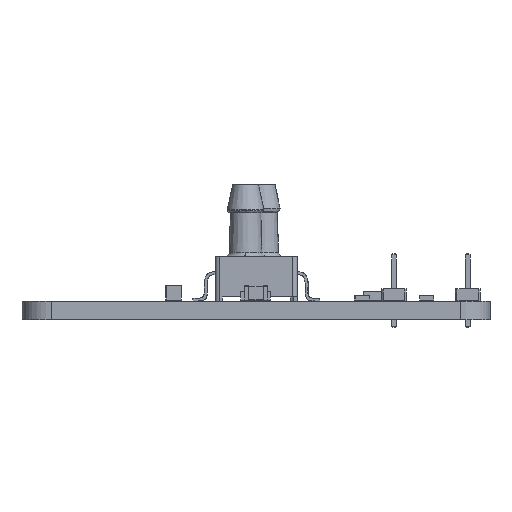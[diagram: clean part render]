
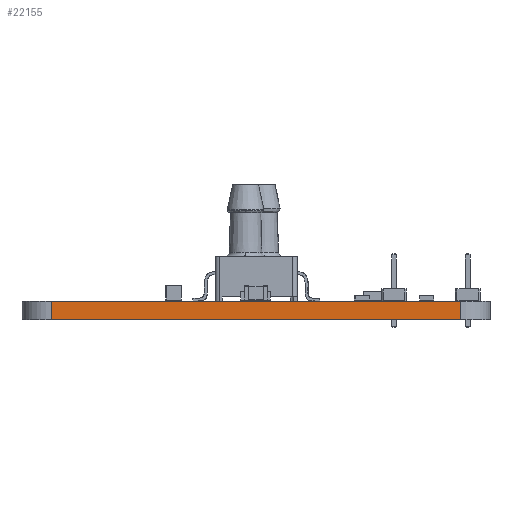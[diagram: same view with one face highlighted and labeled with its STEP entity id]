
A CAD part, left-side view. The second image highlights one B-rep face of the part: STEP entity #22155.
In plain terms, the highlighted planar face has unit normal (-1, 0, 0).
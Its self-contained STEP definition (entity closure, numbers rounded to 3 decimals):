
#21601 = VERTEX_POINT('',#21602);
#21602 = CARTESIAN_POINT('',(60.,-77.5,0.));
#21609 = EDGE_CURVE('',#21601,#21610,#21612,.T.);
#21610 = VERTEX_POINT('',#21611);
#21611 = CARTESIAN_POINT('',(60.,-42.5,0.));
#21612 = LINE('',#21613,#21614);
#21613 = CARTESIAN_POINT('',(60.,-77.5,0.));
#21614 = VECTOR('',#21615,1.);
#21615 = DIRECTION('',(0.,1.,0.));
#21873 = VERTEX_POINT('',#21874);
#21874 = CARTESIAN_POINT('',(60.,-77.5,1.6));
#21881 = EDGE_CURVE('',#21873,#21882,#21884,.T.);
#21882 = VERTEX_POINT('',#21883);
#21883 = CARTESIAN_POINT('',(60.,-42.5,1.6));
#21884 = LINE('',#21885,#21886);
#21885 = CARTESIAN_POINT('',(60.,-77.5,1.6));
#21886 = VECTOR('',#21887,1.);
#21887 = DIRECTION('',(0.,1.,0.));
#22125 = EDGE_CURVE('',#21610,#21882,#22126,.T.);
#22126 = LINE('',#22127,#22128);
#22127 = CARTESIAN_POINT('',(60.,-42.5,0.));
#22128 = VECTOR('',#22129,1.);
#22129 = DIRECTION('',(0.,0.,1.));
#22155 = ADVANCED_FACE('',(#22156),#22167,.T.);
#22156 = FACE_BOUND('',#22157,.T.);
#22157 = EDGE_LOOP('',(#22158,#22164,#22165,#22166));
#22158 = ORIENTED_EDGE('',*,*,#22159,.T.);
#22159 = EDGE_CURVE('',#21601,#21873,#22160,.T.);
#22160 = LINE('',#22161,#22162);
#22161 = CARTESIAN_POINT('',(60.,-77.5,0.));
#22162 = VECTOR('',#22163,1.);
#22163 = DIRECTION('',(0.,0.,1.));
#22164 = ORIENTED_EDGE('',*,*,#21881,.T.);
#22165 = ORIENTED_EDGE('',*,*,#22125,.F.);
#22166 = ORIENTED_EDGE('',*,*,#21609,.F.);
#22167 = PLANE('',#22168);
#22168 = AXIS2_PLACEMENT_3D('',#22169,#22170,#22171);
#22169 = CARTESIAN_POINT('',(60.,-77.5,0.));
#22170 = DIRECTION('',(-1.,0.,0.));
#22171 = DIRECTION('',(0.,1.,0.));
